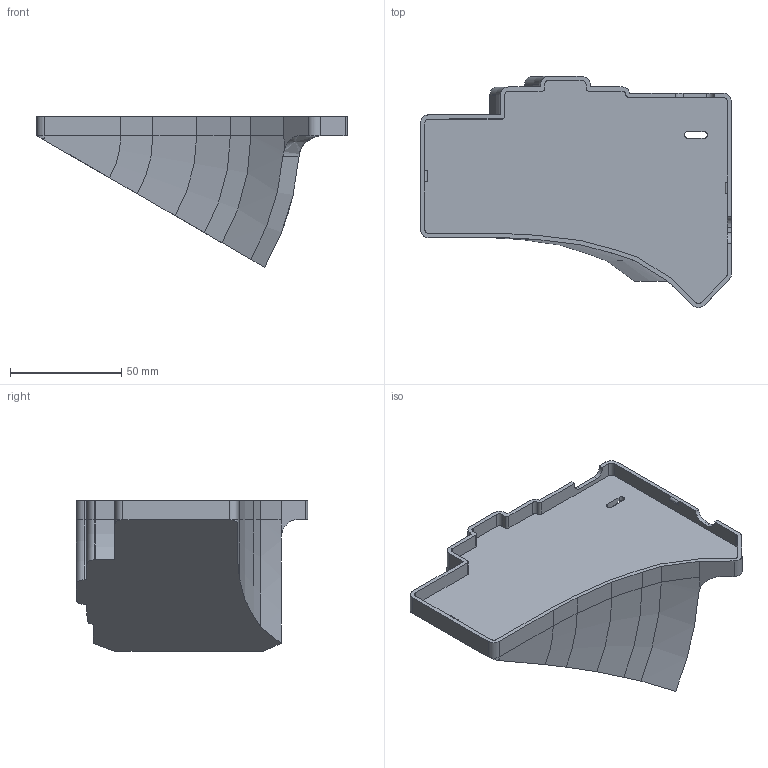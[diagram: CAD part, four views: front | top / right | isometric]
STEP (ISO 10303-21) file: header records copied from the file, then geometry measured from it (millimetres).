
FILE_DESCRIPTION (( 'STEP AP214' ), '1' );
FILE_NAME ('Kaly42_Case_30_Deg_Tent.STEP', '2025-07-02T02:37:42', ( '' ), ( '' ), 'SwSTEP 2.0', 'SolidWorks 2025', '' );
FILE_SCHEMA (( 'AUTOMOTIVE_DESIGN' ));
Length unit declared in the file: millimetre
Products named in the file (1): Kaly42_Case_30_Deg_Tent
Bounding box: 139.88 x 104.08 x 67.85 mm (x, y, z)
Volume: 297100.4 mm3; surface area: 39242.2 mm2
Topology: 1 solids, 1 shells, 140 faces, 388 edges, 247 vertices
Faces by surface type: plane 72, cylinder 36, cone 23, torus 6, bspline 3
Entity records: 4606 total; most frequent: CARTESIAN_POINT 975, ORIENTED_EDGE 772, DIRECTION 749, EDGE_CURVE 386, LINE 261, VECTOR 261, VERTEX_POINT 247, AXIS2_PLACEMENT_3D 244
